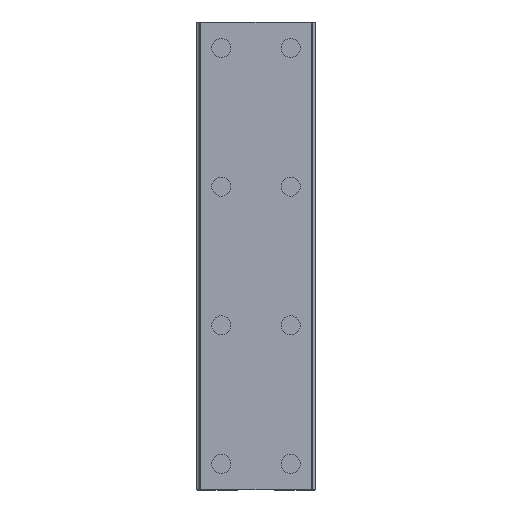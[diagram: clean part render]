
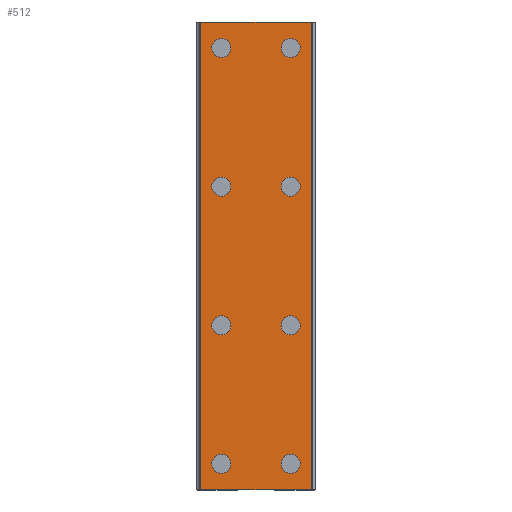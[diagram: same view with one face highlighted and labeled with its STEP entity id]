
A CAD part, top view. The second image highlights one B-rep face of the part: STEP entity #512.
In plain terms, the highlighted planar face has unit normal (0, 0, 1).
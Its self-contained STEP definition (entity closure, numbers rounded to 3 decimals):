
#512=ADVANCED_FACE('',(#1052,#1053,#1054,#1055,#1056,#1057,#1058,#1059,#1060),#1061,.T.);
#1052=FACE_BOUND('',#1613,.T.);
#1053=FACE_BOUND('',#1614,.T.);
#1054=FACE_BOUND('',#1615,.T.);
#1055=FACE_BOUND('',#1616,.T.);
#1056=FACE_BOUND('',#1617,.T.);
#1057=FACE_BOUND('',#1618,.T.);
#1058=FACE_BOUND('',#1619,.T.);
#1059=FACE_BOUND('',#1620,.T.);
#1060=FACE_OUTER_BOUND('',#1621,.T.);
#1061=PLANE('',#1622);
#1613=EDGE_LOOP('',(#3078,#3079));
#1614=EDGE_LOOP('',(#3080,#3081));
#1615=EDGE_LOOP('',(#3082,#3083));
#1616=EDGE_LOOP('',(#3084,#3085));
#1617=EDGE_LOOP('',(#3086,#3087));
#1618=EDGE_LOOP('',(#3088,#3089));
#1619=EDGE_LOOP('',(#3090,#3091));
#1620=EDGE_LOOP('',(#3092,#3093));
#1621=EDGE_LOOP('',(#3094,#3095,#3096,#3097));
#1622=AXIS2_PLACEMENT_3D('',#3098,#3099,#3100);
#3078=ORIENTED_EDGE('',*,*,#3331,.T.);
#3079=ORIENTED_EDGE('',*,*,#3741,.T.);
#3080=ORIENTED_EDGE('',*,*,#3321,.T.);
#3081=ORIENTED_EDGE('',*,*,#3747,.T.);
#3082=ORIENTED_EDGE('',*,*,#3311,.T.);
#3083=ORIENTED_EDGE('',*,*,#3753,.T.);
#3084=ORIENTED_EDGE('',*,*,#3301,.T.);
#3085=ORIENTED_EDGE('',*,*,#3759,.T.);
#3086=ORIENTED_EDGE('',*,*,#3291,.T.);
#3087=ORIENTED_EDGE('',*,*,#3765,.T.);
#3088=ORIENTED_EDGE('',*,*,#3281,.T.);
#3089=ORIENTED_EDGE('',*,*,#3771,.T.);
#3090=ORIENTED_EDGE('',*,*,#3271,.T.);
#3091=ORIENTED_EDGE('',*,*,#3777,.T.);
#3092=ORIENTED_EDGE('',*,*,#3261,.T.);
#3093=ORIENTED_EDGE('',*,*,#3783,.T.);
#3094=ORIENTED_EDGE('',*,*,#3721,.T.);
#3095=ORIENTED_EDGE('',*,*,#3828,.F.);
#3096=ORIENTED_EDGE('',*,*,#3597,.T.);
#3097=ORIENTED_EDGE('',*,*,#3826,.T.);
#3098=CARTESIAN_POINT('',(0.,270.0,19.));
#3099=DIRECTION('',(0.0,0.0,1.0));
#3100=DIRECTION('',(-1.0,0.0,0.0));
#3261=EDGE_CURVE('',#3878,#3875,#3879,.T.);
#3271=EDGE_CURVE('',#3896,#3893,#3897,.T.);
#3281=EDGE_CURVE('',#3914,#3911,#3915,.T.);
#3291=EDGE_CURVE('',#3932,#3929,#3933,.T.);
#3301=EDGE_CURVE('',#3950,#3947,#3951,.T.);
#3311=EDGE_CURVE('',#3968,#3965,#3969,.T.);
#3321=EDGE_CURVE('',#3986,#3983,#3987,.T.);
#3331=EDGE_CURVE('',#4004,#4001,#4005,.T.);
#3597=EDGE_CURVE('',#4401,#4399,#4402,.T.);
#3721=EDGE_CURVE('',#4604,#4602,#4605,.T.);
#3741=EDGE_CURVE('',#4001,#4004,#4642,.T.);
#3747=EDGE_CURVE('',#3983,#3986,#4648,.T.);
#3753=EDGE_CURVE('',#3965,#3968,#4654,.T.);
#3759=EDGE_CURVE('',#3947,#3950,#4660,.T.);
#3765=EDGE_CURVE('',#3929,#3932,#4666,.T.);
#3771=EDGE_CURVE('',#3911,#3914,#4672,.T.);
#3777=EDGE_CURVE('',#3893,#3896,#4678,.T.);
#3783=EDGE_CURVE('',#3875,#3878,#4684,.T.);
#3826=EDGE_CURVE('',#4399,#4604,#4727,.T.);
#3828=EDGE_CURVE('',#4401,#4602,#4729,.T.);
#3875=VERTEX_POINT('',#4778);
#3878=VERTEX_POINT('',#4782);
#3879=CIRCLE('',#4783,5.5);
#3893=VERTEX_POINT('',#4800);
#3896=VERTEX_POINT('',#4804);
#3897=CIRCLE('',#4805,5.5);
#3911=VERTEX_POINT('',#4822);
#3914=VERTEX_POINT('',#4826);
#3915=CIRCLE('',#4827,5.5);
#3929=VERTEX_POINT('',#4844);
#3932=VERTEX_POINT('',#4848);
#3933=CIRCLE('',#4849,5.5);
#3947=VERTEX_POINT('',#4866);
#3950=VERTEX_POINT('',#4870);
#3951=CIRCLE('',#4871,5.5);
#3965=VERTEX_POINT('',#4888);
#3968=VERTEX_POINT('',#4892);
#3969=CIRCLE('',#4893,5.5);
#3983=VERTEX_POINT('',#4910);
#3986=VERTEX_POINT('',#4914);
#3987=CIRCLE('',#4915,5.5);
#4001=VERTEX_POINT('',#4932);
#4004=VERTEX_POINT('',#4936);
#4005=CIRCLE('',#4937,5.5);
#4399=VERTEX_POINT('',#5472);
#4401=VERTEX_POINT('',#5475);
#4402=LINE('',#5476,#5477);
#4602=VERTEX_POINT('',#5757);
#4604=VERTEX_POINT('',#5760);
#4605=LINE('',#5761,#5762);
#4642=CIRCLE('',#5808,5.5);
#4648=CIRCLE('',#5814,5.5);
#4654=CIRCLE('',#5820,5.5);
#4660=CIRCLE('',#5826,5.5);
#4666=CIRCLE('',#5832,5.5);
#4672=CIRCLE('',#5838,5.5);
#4678=CIRCLE('',#5844,5.5);
#4684=CIRCLE('',#5850,5.5);
#4727=LINE('',#5912,#5913);
#4729=LINE('',#5915,#5916);
#4778=CARTESIAN_POINT('',(-14.5,15.0,19.));
#4782=CARTESIAN_POINT('',(-25.5,15.0,19.));
#4783=AXIS2_PLACEMENT_3D('',#5979,#5980,#5981);
#4800=CARTESIAN_POINT('',(-14.5,95.0,19.));
#4804=CARTESIAN_POINT('',(-25.5,95.0,19.));
#4805=AXIS2_PLACEMENT_3D('',#5995,#5996,#5997);
#4822=CARTESIAN_POINT('',(-14.5,175.0,19.));
#4826=CARTESIAN_POINT('',(-25.5,175.0,19.));
#4827=AXIS2_PLACEMENT_3D('',#6011,#6012,#6013);
#4844=CARTESIAN_POINT('',(-14.5,255.0,19.));
#4848=CARTESIAN_POINT('',(-25.5,255.0,19.));
#4849=AXIS2_PLACEMENT_3D('',#6027,#6028,#6029);
#4866=CARTESIAN_POINT('',(25.5,15.0,19.));
#4870=CARTESIAN_POINT('',(14.5,15.0,19.));
#4871=AXIS2_PLACEMENT_3D('',#6043,#6044,#6045);
#4888=CARTESIAN_POINT('',(25.5,95.0,19.));
#4892=CARTESIAN_POINT('',(14.5,95.0,19.));
#4893=AXIS2_PLACEMENT_3D('',#6059,#6060,#6061);
#4910=CARTESIAN_POINT('',(25.5,175.0,19.));
#4914=CARTESIAN_POINT('',(14.5,175.0,19.));
#4915=AXIS2_PLACEMENT_3D('',#6075,#6076,#6077);
#4932=CARTESIAN_POINT('',(25.5,255.0,19.));
#4936=CARTESIAN_POINT('',(14.5,255.0,19.));
#4937=AXIS2_PLACEMENT_3D('',#6091,#6092,#6093);
#5472=CARTESIAN_POINT('',(-31.955,270.0,19.));
#5475=CARTESIAN_POINT('',(31.955,270.0,19.));
#5476=CARTESIAN_POINT('',(31.955,270.0,19.));
#5477=VECTOR('',#6386,1.0);
#5757=CARTESIAN_POINT('',(31.955,0.0,19.));
#5760=CARTESIAN_POINT('',(-31.955,0.0,19.));
#5761=CARTESIAN_POINT('',(31.955,0.0,19.));
#5762=VECTOR('',#6522,1.0);
#5808=AXIS2_PLACEMENT_3D('',#6559,#6560,#6561);
#5814=AXIS2_PLACEMENT_3D('',#6568,#6569,#6570);
#5820=AXIS2_PLACEMENT_3D('',#6577,#6578,#6579);
#5826=AXIS2_PLACEMENT_3D('',#6586,#6587,#6588);
#5832=AXIS2_PLACEMENT_3D('',#6595,#6596,#6597);
#5838=AXIS2_PLACEMENT_3D('',#6604,#6605,#6606);
#5844=AXIS2_PLACEMENT_3D('',#6613,#6614,#6615);
#5850=AXIS2_PLACEMENT_3D('',#6622,#6623,#6624);
#5912=CARTESIAN_POINT('',(-31.955,270.0,19.));
#5913=VECTOR('',#6650,1.0);
#5915=CARTESIAN_POINT('',(31.955,270.0,19.));
#5916=VECTOR('',#6651,1.0);
#5979=CARTESIAN_POINT('',(-20.0,15.0,19.));
#5980=DIRECTION('',(0.0,0.0,-1.0));
#5981=DIRECTION('',(1.0,0.0,0.0));
#5995=CARTESIAN_POINT('',(-20.0,95.0,19.));
#5996=DIRECTION('',(0.0,0.0,-1.0));
#5997=DIRECTION('',(1.0,0.0,0.0));
#6011=CARTESIAN_POINT('',(-20.0,175.0,19.));
#6012=DIRECTION('',(0.0,0.0,-1.0));
#6013=DIRECTION('',(1.0,0.0,0.0));
#6027=CARTESIAN_POINT('',(-20.0,255.0,19.));
#6028=DIRECTION('',(0.0,0.0,-1.0));
#6029=DIRECTION('',(1.0,0.0,0.0));
#6043=CARTESIAN_POINT('',(20.0,15.0,19.));
#6044=DIRECTION('',(0.0,0.0,-1.0));
#6045=DIRECTION('',(1.0,0.0,0.0));
#6059=CARTESIAN_POINT('',(20.0,95.0,19.));
#6060=DIRECTION('',(0.0,0.0,-1.0));
#6061=DIRECTION('',(1.0,0.0,0.0));
#6075=CARTESIAN_POINT('',(20.0,175.0,19.));
#6076=DIRECTION('',(0.0,0.0,-1.0));
#6077=DIRECTION('',(1.0,0.0,0.0));
#6091=CARTESIAN_POINT('',(20.0,255.0,19.));
#6092=DIRECTION('',(0.0,0.0,-1.0));
#6093=DIRECTION('',(1.0,0.0,0.0));
#6386=DIRECTION('',(-1.0,0.0,0.0));
#6522=DIRECTION('',(1.0,0.0,0.0));
#6559=CARTESIAN_POINT('',(20.0,255.0,19.));
#6560=DIRECTION('',(0.0,0.0,-1.0));
#6561=DIRECTION('',(1.0,0.0,0.0));
#6568=CARTESIAN_POINT('',(20.0,175.0,19.));
#6569=DIRECTION('',(0.0,0.0,-1.0));
#6570=DIRECTION('',(1.0,0.0,0.0));
#6577=CARTESIAN_POINT('',(20.0,95.0,19.));
#6578=DIRECTION('',(0.0,0.0,-1.0));
#6579=DIRECTION('',(1.0,0.0,0.0));
#6586=CARTESIAN_POINT('',(20.0,15.0,19.));
#6587=DIRECTION('',(0.0,0.0,-1.0));
#6588=DIRECTION('',(1.0,0.0,0.0));
#6595=CARTESIAN_POINT('',(-20.0,255.0,19.));
#6596=DIRECTION('',(0.0,0.0,-1.0));
#6597=DIRECTION('',(1.0,0.0,0.0));
#6604=CARTESIAN_POINT('',(-20.0,175.0,19.));
#6605=DIRECTION('',(0.0,0.0,-1.0));
#6606=DIRECTION('',(1.0,0.0,0.0));
#6613=CARTESIAN_POINT('',(-20.0,95.0,19.));
#6614=DIRECTION('',(0.0,0.0,-1.0));
#6615=DIRECTION('',(1.0,0.0,0.0));
#6622=CARTESIAN_POINT('',(-20.0,15.0,19.));
#6623=DIRECTION('',(0.0,0.0,-1.0));
#6624=DIRECTION('',(1.0,0.0,0.0));
#6650=DIRECTION('',(0.0,-1.0,0.0));
#6651=DIRECTION('',(0.0,-1.0,0.0));
